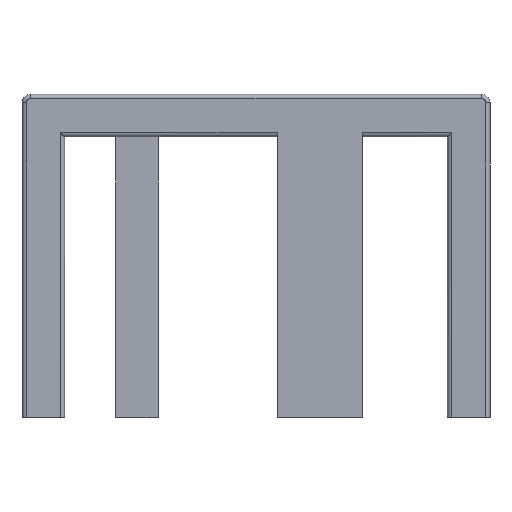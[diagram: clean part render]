
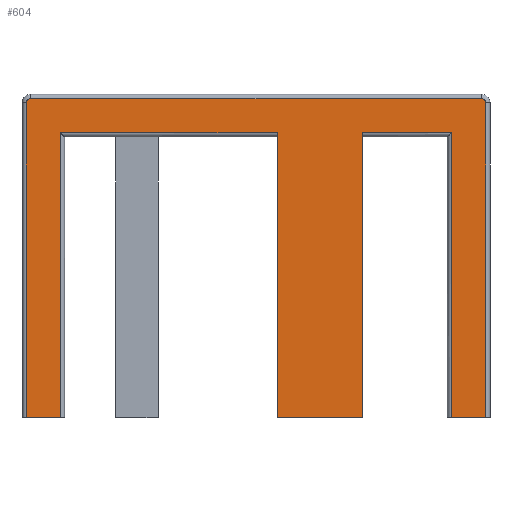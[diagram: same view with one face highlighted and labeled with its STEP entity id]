
A CAD part, front view. The second image highlights one B-rep face of the part: STEP entity #604.
In plain terms, the highlighted planar face has unit normal (0, -1, 0).
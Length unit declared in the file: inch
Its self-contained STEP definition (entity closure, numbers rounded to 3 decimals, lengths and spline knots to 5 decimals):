
#1 = DIRECTION ( 'NONE',  ( 0., 0., -1. ) ) ;
#3 = CIRCLE ( 'NONE', #1133, 0.025 ) ;
#20 = LINE ( 'NONE', #1015, #442 ) ;
#22 = DIRECTION ( 'NONE',  ( 0., 0., 1. ) ) ;
#27 = ORIENTED_EDGE ( 'NONE', *, *, #395, .T. ) ;
#39 = CARTESIAN_POINT ( 'NONE',  ( 0., 0., -0.825 ) ) ;
#44 = DIRECTION ( 'NONE',  ( 0., -1., 0. ) ) ;
#62 = CARTESIAN_POINT ( 'NONE',  ( 0.125, 0., 0.85 ) ) ;
#63 = LINE ( 'NONE', #1056, #980 ) ;
#97 = EDGE_CURVE ( 'NONE', #546, #408, #634, .T. ) ;
#99 = EDGE_CURVE ( 'NONE', #626, #716, #1175, .T. ) ;
#102 = ORIENTED_EDGE ( 'NONE', *, *, #238, .T. ) ;
#121 = DIRECTION ( 'NONE',  ( 0., 0., -1. ) ) ;
#127 = VECTOR ( 'NONE', #1080, 39.37008 ) ;
#132 = VERTEX_POINT ( 'NONE', #625 ) ;
#134 = VERTEX_POINT ( 'NONE', #1074 ) ;
#163 = EDGE_CURVE ( 'NONE', #914, #626, #253, .T. ) ;
#194 = CARTESIAN_POINT ( 'NONE',  ( 1.125, 0., 0.85 ) ) ;
#214 = CARTESIAN_POINT ( 'NONE',  ( 0.625, 0., 0.85 ) ) ;
#218 = VERTEX_POINT ( 'NONE', #832 ) ;
#220 = VECTOR ( 'NONE', #898, 39.37008 ) ;
#238 = EDGE_CURVE ( 'NONE', #571, #925, #20, .T. ) ;
#243 = VECTOR ( 'NONE', #1117, 39.37008 ) ;
#246 = CARTESIAN_POINT ( 'NONE',  ( -1.35, 0., 1.025 ) ) ;
#253 = LINE ( 'NONE', #620, #1097 ) ;
#256 = DIRECTION ( 'NONE',  ( 0., 0., 1. ) ) ;
#280 = DIRECTION ( 'NONE',  ( 0., -1., 0. ) ) ;
#299 = CARTESIAN_POINT ( 'NONE',  ( -1.15, 0., -0.825 ) ) ;
#306 = EDGE_CURVE ( 'NONE', #925, #467, #491, .T. ) ;
#317 = AXIS2_PLACEMENT_3D ( 'NONE', #331, #1045, #934 ) ;
#321 = CIRCLE ( 'NONE', #825, 0.025 ) ;
#331 = CARTESIAN_POINT ( 'NONE',  ( 0., 0., 0. ) ) ;
#352 = CARTESIAN_POINT ( 'NONE',  ( 1.35, 0., -0.825 ) ) ;
#374 = EDGE_LOOP ( 'NONE', ( #421, #931, #847, #476, #1012, #1134, #102, #587, #958, #829, #647, #27, #540, #951 ) ) ;
#380 = VERTEX_POINT ( 'NONE', #1031 ) ;
#395 = EDGE_CURVE ( 'NONE', #134, #933, #3, .T. ) ;
#408 = VERTEX_POINT ( 'NONE', #991 ) ;
#413 = CARTESIAN_POINT ( 'NONE',  ( 1.15, 0., 0.85 ) ) ;
#421 = ORIENTED_EDGE ( 'NONE', *, *, #99, .T. ) ;
#423 = DIRECTION ( 'NONE',  ( 1., 0., 0. ) ) ;
#430 = EDGE_CURVE ( 'NONE', #218, #134, #1088, .T. ) ;
#435 = CARTESIAN_POINT ( 'NONE',  ( 0., 0., -0.825 ) ) ;
#438 = EDGE_CURVE ( 'NONE', #467, #132, #909, .T. ) ;
#442 = VECTOR ( 'NONE', #121, 39.37008 ) ;
#447 = CARTESIAN_POINT ( 'NONE',  ( 1.35, 0., 0. ) ) ;
#451 = DIRECTION ( 'NONE',  ( -1., 0., 0. ) ) ;
#467 = VERTEX_POINT ( 'NONE', #352 ) ;
#476 = ORIENTED_EDGE ( 'NONE', *, *, #696, .T. ) ;
#491 = LINE ( 'NONE', #39, #243 ) ;
#509 = DIRECTION ( 'NONE',  ( 0., 0., 1. ) ) ;
#528 = LINE ( 'NONE', #694, #708 ) ;
#540 = ORIENTED_EDGE ( 'NONE', *, *, #1018, .T. ) ;
#546 = VERTEX_POINT ( 'NONE', #214 ) ;
#571 = VERTEX_POINT ( 'NONE', #413 ) ;
#575 = CARTESIAN_POINT ( 'NONE',  ( 0.125, 0., -0.825 ) ) ;
#587 = ORIENTED_EDGE ( 'NONE', *, *, #306, .T. ) ;
#604 = ADVANCED_FACE ( 'NONE', ( #773 ), #766, .F. ) ;
#620 = CARTESIAN_POINT ( 'NONE',  ( 0., 0., -0.825 ) ) ;
#623 = DIRECTION ( 'NONE',  ( 0., 0., 1. ) ) ;
#625 = CARTESIAN_POINT ( 'NONE',  ( 1.35, 0., 1.025 ) ) ;
#626 = VERTEX_POINT ( 'NONE', #299 ) ;
#634 = LINE ( 'NONE', #798, #727 ) ;
#647 = ORIENTED_EDGE ( 'NONE', *, *, #430, .T. ) ;
#691 = CARTESIAN_POINT ( 'NONE',  ( -1.35, 0., -0.825 ) ) ;
#694 = CARTESIAN_POINT ( 'NONE',  ( -1.35, 0., -1.025 ) ) ;
#696 = EDGE_CURVE ( 'NONE', #838, #408, #882, .T. ) ;
#708 = VECTOR ( 'NONE', #790, 39.37008 ) ;
#716 = VERTEX_POINT ( 'NONE', #783 ) ;
#727 = VECTOR ( 'NONE', #1, 39.37008 ) ;
#730 = EDGE_CURVE ( 'NONE', #716, #380, #874, .T. ) ;
#766 = PLANE ( 'NONE',  #317 ) ;
#773 = FACE_OUTER_BOUND ( 'NONE', #374, .T. ) ;
#783 = CARTESIAN_POINT ( 'NONE',  ( -1.15, 0., 0.85 ) ) ;
#790 = DIRECTION ( 'NONE',  ( 0., 0., -1. ) ) ;
#798 = CARTESIAN_POINT ( 'NONE',  ( 0.625, 0., 0. ) ) ;
#823 = CARTESIAN_POINT ( 'NONE',  ( 0., 0., 1.05 ) ) ;
#825 = AXIS2_PLACEMENT_3D ( 'NONE', #957, #44, #22 ) ;
#829 = ORIENTED_EDGE ( 'NONE', *, *, #893, .T. ) ;
#832 = CARTESIAN_POINT ( 'NONE',  ( 1.325, 0., 1.05 ) ) ;
#838 = VERTEX_POINT ( 'NONE', #575 ) ;
#847 = ORIENTED_EDGE ( 'NONE', *, *, #900, .F. ) ;
#874 = LINE ( 'NONE', #62, #1024 ) ;
#882 = LINE ( 'NONE', #435, #1094 ) ;
#893 = EDGE_CURVE ( 'NONE', #132, #218, #321, .T. ) ;
#898 = DIRECTION ( 'NONE',  ( 1., 0., 0. ) ) ;
#900 = EDGE_CURVE ( 'NONE', #838, #380, #63, .T. ) ;
#905 = CARTESIAN_POINT ( 'NONE',  ( -1.15, 0., 0. ) ) ;
#908 = VECTOR ( 'NONE', #451, 39.37008 ) ;
#909 = LINE ( 'NONE', #447, #969 ) ;
#914 = VERTEX_POINT ( 'NONE', #691 ) ;
#925 = VERTEX_POINT ( 'NONE', #1071 ) ;
#931 = ORIENTED_EDGE ( 'NONE', *, *, #730, .T. ) ;
#933 = VERTEX_POINT ( 'NONE', #246 ) ;
#934 = DIRECTION ( 'NONE',  ( 1., 0., 0. ) ) ;
#951 = ORIENTED_EDGE ( 'NONE', *, *, #163, .T. ) ;
#957 = CARTESIAN_POINT ( 'NONE',  ( 1.325, 0., 1.025 ) ) ;
#958 = ORIENTED_EDGE ( 'NONE', *, *, #438, .T. ) ;
#969 = VECTOR ( 'NONE', #623, 39.37008 ) ;
#980 = VECTOR ( 'NONE', #509, 39.37008 ) ;
#982 = DIRECTION ( 'NONE',  ( 1., 0., 0. ) ) ;
#991 = CARTESIAN_POINT ( 'NONE',  ( 0.625, 0., -0.825 ) ) ;
#1012 = ORIENTED_EDGE ( 'NONE', *, *, #97, .F. ) ;
#1015 = CARTESIAN_POINT ( 'NONE',  ( 1.15, 0., -0.825 ) ) ;
#1018 = EDGE_CURVE ( 'NONE', #933, #914, #528, .T. ) ;
#1024 = VECTOR ( 'NONE', #423, 39.37008 ) ;
#1031 = CARTESIAN_POINT ( 'NONE',  ( 0.125, 0., 0.85 ) ) ;
#1045 = DIRECTION ( 'NONE',  ( 0., 1., 0. ) ) ;
#1049 = EDGE_CURVE ( 'NONE', #546, #571, #1077, .T. ) ;
#1056 = CARTESIAN_POINT ( 'NONE',  ( 0.125, 0., 0. ) ) ;
#1071 = CARTESIAN_POINT ( 'NONE',  ( 1.15, 0., -0.825 ) ) ;
#1074 = CARTESIAN_POINT ( 'NONE',  ( -1.325, 0., 1.05 ) ) ;
#1077 = LINE ( 'NONE', #194, #220 ) ;
#1080 = DIRECTION ( 'NONE',  ( 0., 0., 1. ) ) ;
#1088 = LINE ( 'NONE', #823, #908 ) ;
#1094 = VECTOR ( 'NONE', #1170, 39.37008 ) ;
#1097 = VECTOR ( 'NONE', #982, 39.37008 ) ;
#1117 = DIRECTION ( 'NONE',  ( 1., 0., 0. ) ) ;
#1133 = AXIS2_PLACEMENT_3D ( 'NONE', #1183, #280, #256 ) ;
#1134 = ORIENTED_EDGE ( 'NONE', *, *, #1049, .T. ) ;
#1170 = DIRECTION ( 'NONE',  ( 1., 0., 0. ) ) ;
#1175 = LINE ( 'NONE', #905, #127 ) ;
#1183 = CARTESIAN_POINT ( 'NONE',  ( -1.325, 0., 1.025 ) ) ;
